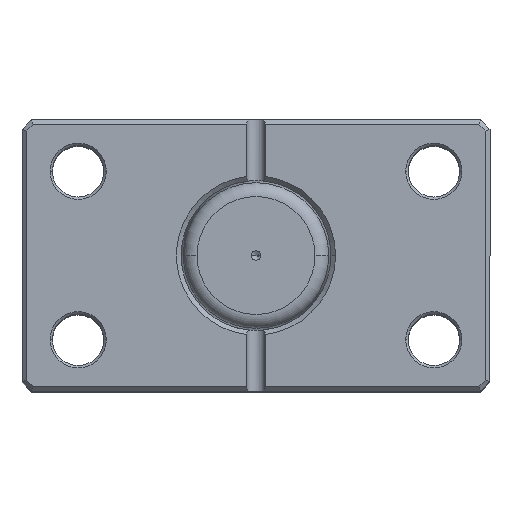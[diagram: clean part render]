
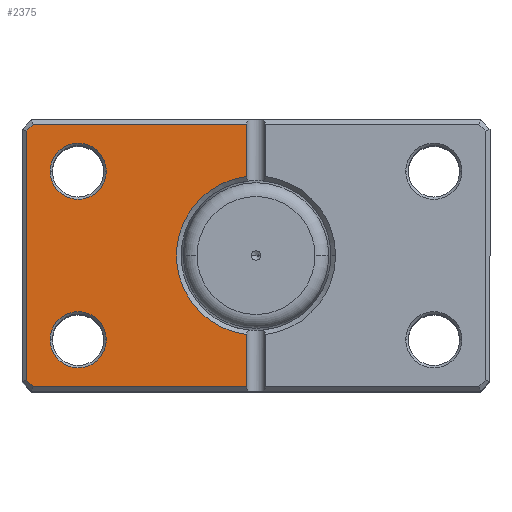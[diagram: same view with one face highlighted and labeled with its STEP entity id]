
A CAD part, top view. The second image highlights one B-rep face of the part: STEP entity #2375.
In plain terms, the highlighted face is planar.
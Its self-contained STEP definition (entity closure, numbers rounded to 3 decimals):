
#18 = DIRECTION ( 'NONE',  ( 0., 0., 1. ) ) ;
#46 = CARTESIAN_POINT ( 'NONE',  ( 2., 28., 0. ) ) ;
#119 = EDGE_LOOP ( 'NONE', ( #5059, #335 ) ) ;
#288 = CARTESIAN_POINT ( 'NONE',  ( 32., 18., 0. ) ) ;
#297 = EDGE_CURVE ( 'NONE', #5280, #3072, #3854, .T. ) ;
#330 = EDGE_CURVE ( 'NONE', #1629, #4418, #6500, .T. ) ;
#335 = ORIENTED_EDGE ( 'NONE', *, *, #1824, .T. ) ;
#346 = EDGE_CURVE ( 'NONE', #741, #1295, #4895, .T. ) ;
#352 = VERTEX_POINT ( 'NONE', #1973 ) ;
#400 = ORIENTED_EDGE ( 'NONE', *, *, #2139, .T. ) ;
#405 = ORIENTED_EDGE ( 'NONE', *, *, #719, .T. ) ;
#411 = CARTESIAN_POINT ( 'NONE',  ( 38., -18., 0. ) ) ;
#412 = ORIENTED_EDGE ( 'NONE', *, *, #4260, .T. ) ;
#436 = CARTESIAN_POINT ( 'NONE',  ( 0., -28., 0. ) ) ;
#447 = CIRCLE ( 'NONE', #1272, 6. ) ;
#491 = ORIENTED_EDGE ( 'NONE', *, *, #1706, .T. ) ;
#506 = CARTESIAN_POINT ( 'NONE',  ( 44., -18., 0. ) ) ;
#586 = DIRECTION ( 'NONE',  ( 0.707, -0.707, 0. ) ) ;
#589 = VECTOR ( 'NONE', #3212, 1000. ) ;
#646 = ORIENTED_EDGE ( 'NONE', *, *, #1779, .T. ) ;
#660 = CARTESIAN_POINT ( 'NONE',  ( 37.793, 37.793, 0. ) ) ;
#665 = CARTESIAN_POINT ( 'NONE',  ( 47.586, -28., 0. ) ) ;
#684 = LINE ( 'NONE', #4374, #3552 ) ;
#719 = EDGE_CURVE ( 'NONE', #1295, #5280, #4573, .T. ) ;
#741 = VERTEX_POINT ( 'NONE', #665 ) ;
#877 = VERTEX_POINT ( 'NONE', #46 ) ;
#931 = DIRECTION ( 'NONE',  ( -1., 0., 0. ) ) ;
#983 = DIRECTION ( 'NONE',  ( 1., 0., 0. ) ) ;
#1010 = VECTOR ( 'NONE', #931, 1000. ) ;
#1012 = LINE ( 'NONE', #4091, #2379 ) ;
#1019 = DIRECTION ( 'NONE',  ( 1., 0., 0. ) ) ;
#1027 = CARTESIAN_POINT ( 'NONE',  ( 38., 18., 0. ) ) ;
#1216 = DIRECTION ( 'NONE',  ( 0., -1., 0. ) ) ;
#1272 = AXIS2_PLACEMENT_3D ( 'NONE', #1945, #5491, #2448 ) ;
#1295 = VERTEX_POINT ( 'NONE', #3965 ) ;
#1304 = EDGE_LOOP ( 'NONE', ( #405, #3487, #646, #491, #6299, #6228, #400, #2601 ) ) ;
#1359 = CARTESIAN_POINT ( 'NONE',  ( 44., 18., 0. ) ) ;
#1524 = AXIS2_PLACEMENT_3D ( 'NONE', #5588, #2537, #6092 ) ;
#1629 = VERTEX_POINT ( 'NONE', #506 ) ;
#1706 = EDGE_CURVE ( 'NONE', #877, #5382, #2715, .T. ) ;
#1779 = EDGE_CURVE ( 'NONE', #3072, #877, #1012, .T. ) ;
#1824 = EDGE_CURVE ( 'NONE', #5754, #5743, #3247, .T. ) ;
#1828 = VECTOR ( 'NONE', #2503, 1000. ) ;
#1852 = EDGE_CURVE ( 'NONE', #6031, #352, #684, .T. ) ;
#1908 = EDGE_CURVE ( 'NONE', #5382, #6031, #3097, .T. ) ;
#1945 = CARTESIAN_POINT ( 'NONE',  ( 38., -18., 0. ) ) ;
#1948 = CARTESIAN_POINT ( 'NONE',  ( 0., 0., 0. ) ) ;
#1973 = CARTESIAN_POINT ( 'NONE',  ( 49., -26.586, 0. ) ) ;
#2054 = DIRECTION ( 'NONE',  ( 0., 0., 1. ) ) ;
#2070 = ORIENTED_EDGE ( 'NONE', *, *, #330, .T. ) ;
#2098 = CARTESIAN_POINT ( 'NONE',  ( 0., 28., 0. ) ) ;
#2139 = EDGE_CURVE ( 'NONE', #352, #741, #5870, .T. ) ;
#2224 = AXIS2_PLACEMENT_3D ( 'NONE', #1948, #2054, #4504 ) ;
#2371 = FACE_BOUND ( 'NONE', #2578, .T. ) ;
#2375 = ADVANCED_FACE ( 'NONE', ( #2371, #5058, #5220 ), #6478, .F. ) ;
#2379 = VECTOR ( 'NONE', #5185, 1000. ) ;
#2448 = DIRECTION ( 'NONE',  ( 1., 0., 0. ) ) ;
#2499 = AXIS2_PLACEMENT_3D ( 'NONE', #1027, #6159, #983 ) ;
#2503 = DIRECTION ( 'NONE',  ( 1., 0., 0. ) ) ;
#2537 = DIRECTION ( 'NONE',  ( 0., 0., 1. ) ) ;
#2574 = CIRCLE ( 'NONE', #1524, 6. ) ;
#2578 = EDGE_LOOP ( 'NONE', ( #412, #2070 ) ) ;
#2601 = ORIENTED_EDGE ( 'NONE', *, *, #346, .T. ) ;
#2715 = LINE ( 'NONE', #2098, #1828 ) ;
#2762 = CARTESIAN_POINT ( 'NONE',  ( 2., -16.882, 0. ) ) ;
#2937 = AXIS2_PLACEMENT_3D ( 'NONE', #411, #5038, #6175 ) ;
#2976 = AXIS2_PLACEMENT_3D ( 'NONE', #5978, #18, #1019 ) ;
#3072 = VERTEX_POINT ( 'NONE', #3294 ) ;
#3097 = LINE ( 'NONE', #660, #4244 ) ;
#3212 = DIRECTION ( 'NONE',  ( -0.707, -0.707, 0. ) ) ;
#3247 = CIRCLE ( 'NONE', #2499, 6. ) ;
#3254 = VECTOR ( 'NONE', #5262, 1000. ) ;
#3294 = CARTESIAN_POINT ( 'NONE',  ( 2., 16.882, 0. ) ) ;
#3350 = CARTESIAN_POINT ( 'NONE',  ( 47.586, 28., 0. ) ) ;
#3487 = ORIENTED_EDGE ( 'NONE', *, *, #297, .T. ) ;
#3552 = VECTOR ( 'NONE', #1216, 1000. ) ;
#3854 = CIRCLE ( 'NONE', #2976, 17. ) ;
#3965 = CARTESIAN_POINT ( 'NONE',  ( 2., -28., 0. ) ) ;
#4045 = EDGE_CURVE ( 'NONE', #5743, #5754, #2574, .T. ) ;
#4091 = CARTESIAN_POINT ( 'NONE',  ( 2., 29., 0. ) ) ;
#4244 = VECTOR ( 'NONE', #586, 1000. ) ;
#4260 = EDGE_CURVE ( 'NONE', #4418, #1629, #447, .T. ) ;
#4374 = CARTESIAN_POINT ( 'NONE',  ( 49., 0., 0. ) ) ;
#4418 = VERTEX_POINT ( 'NONE', #6301 ) ;
#4504 = DIRECTION ( 'NONE',  ( 1., 0., 0. ) ) ;
#4573 = LINE ( 'NONE', #5782, #3254 ) ;
#4895 = LINE ( 'NONE', #436, #1010 ) ;
#5038 = DIRECTION ( 'NONE',  ( 0., 0., 1. ) ) ;
#5058 = FACE_BOUND ( 'NONE', #119, .T. ) ;
#5059 = ORIENTED_EDGE ( 'NONE', *, *, #4045, .T. ) ;
#5116 = CARTESIAN_POINT ( 'NONE',  ( 37.793, -37.793, 0. ) ) ;
#5185 = DIRECTION ( 'NONE',  ( 0., 1., 0. ) ) ;
#5220 = FACE_OUTER_BOUND ( 'NONE', #1304, .T. ) ;
#5262 = DIRECTION ( 'NONE',  ( 0., 1., 0. ) ) ;
#5280 = VERTEX_POINT ( 'NONE', #2762 ) ;
#5382 = VERTEX_POINT ( 'NONE', #3350 ) ;
#5491 = DIRECTION ( 'NONE',  ( 0., 0., 1. ) ) ;
#5588 = CARTESIAN_POINT ( 'NONE',  ( 38., 18., 0. ) ) ;
#5743 = VERTEX_POINT ( 'NONE', #288 ) ;
#5754 = VERTEX_POINT ( 'NONE', #1359 ) ;
#5782 = CARTESIAN_POINT ( 'NONE',  ( 2., 29., 0. ) ) ;
#5854 = CARTESIAN_POINT ( 'NONE',  ( 49., 26.586, 0. ) ) ;
#5870 = LINE ( 'NONE', #5116, #589 ) ;
#5978 = CARTESIAN_POINT ( 'NONE',  ( 0., 0., 0. ) ) ;
#6031 = VERTEX_POINT ( 'NONE', #5854 ) ;
#6092 = DIRECTION ( 'NONE',  ( 1., 0., 0. ) ) ;
#6159 = DIRECTION ( 'NONE',  ( 0., 0., 1. ) ) ;
#6175 = DIRECTION ( 'NONE',  ( 1., 0., 0. ) ) ;
#6228 = ORIENTED_EDGE ( 'NONE', *, *, #1852, .T. ) ;
#6299 = ORIENTED_EDGE ( 'NONE', *, *, #1908, .T. ) ;
#6301 = CARTESIAN_POINT ( 'NONE',  ( 32., -18., 0. ) ) ;
#6478 = PLANE ( 'NONE',  #2224 ) ;
#6500 = CIRCLE ( 'NONE', #2937, 6. ) ;
